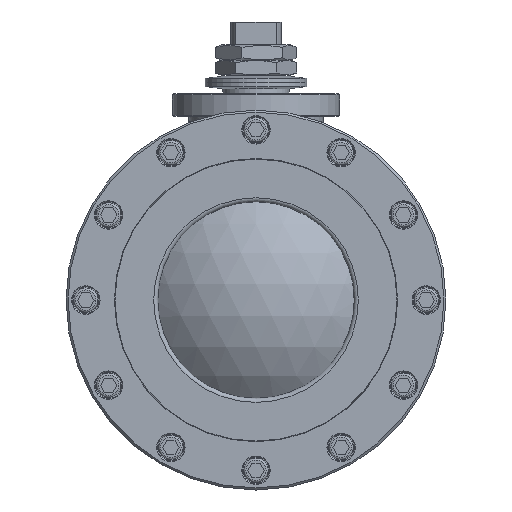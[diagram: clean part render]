
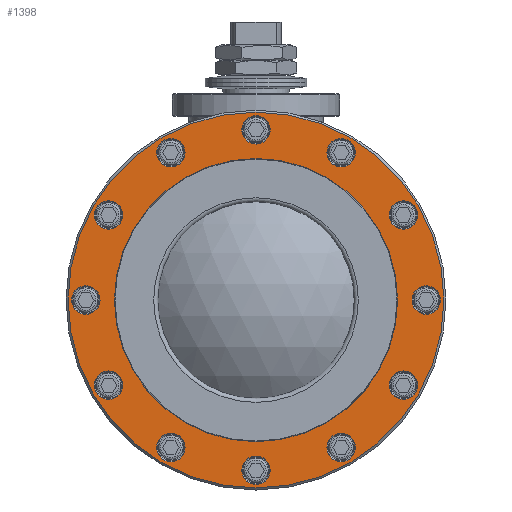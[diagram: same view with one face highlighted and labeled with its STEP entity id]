
A CAD part, front view. The second image highlights one B-rep face of the part: STEP entity #1398.
In plain terms, the highlighted planar face has unit normal (0, -1, 0).
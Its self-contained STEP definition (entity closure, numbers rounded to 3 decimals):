
#1398 = ADVANCED_FACE( '', ( #3577, #3578, #3579, #3580, #3581, #3582, #3583, #3584, #3585, #3586, #3587, #3588, #3589, #3590 ), #3591, .T. );
#3577 = FACE_OUTER_BOUND( '', #6864, .T. );
#3578 = FACE_BOUND( '', #6865, .T. );
#3579 = FACE_BOUND( '', #6866, .T. );
#3580 = FACE_BOUND( '', #6867, .T. );
#3581 = FACE_BOUND( '', #6868, .T. );
#3582 = FACE_BOUND( '', #6869, .T. );
#3583 = FACE_BOUND( '', #6870, .T. );
#3584 = FACE_BOUND( '', #6871, .T. );
#3585 = FACE_BOUND( '', #6872, .T. );
#3586 = FACE_BOUND( '', #6873, .T. );
#3587 = FACE_BOUND( '', #6874, .T. );
#3588 = FACE_BOUND( '', #6875, .T. );
#3589 = FACE_BOUND( '', #6876, .T. );
#3590 = FACE_BOUND( '', #6877, .T. );
#3591 = PLANE( '', #6878 );
#6864 = EDGE_LOOP( '', ( #11009 ) );
#6865 = EDGE_LOOP( '', ( #11010 ) );
#6866 = EDGE_LOOP( '', ( #11011 ) );
#6867 = EDGE_LOOP( '', ( #11012 ) );
#6868 = EDGE_LOOP( '', ( #11013 ) );
#6869 = EDGE_LOOP( '', ( #11014 ) );
#6870 = EDGE_LOOP( '', ( #11015 ) );
#6871 = EDGE_LOOP( '', ( #11016 ) );
#6872 = EDGE_LOOP( '', ( #11017 ) );
#6873 = EDGE_LOOP( '', ( #11018 ) );
#6874 = EDGE_LOOP( '', ( #11019 ) );
#6875 = EDGE_LOOP( '', ( #11020 ) );
#6876 = EDGE_LOOP( '', ( #11021 ) );
#6877 = EDGE_LOOP( '', ( #11022 ) );
#6878 = AXIS2_PLACEMENT_3D( '', #11023, #11024, #11025 );
#11009 = ORIENTED_EDGE( '', *, *, #16416, .T. );
#11010 = ORIENTED_EDGE( '', *, *, #16417, .T. );
#11011 = ORIENTED_EDGE( '', *, *, #15884, .T. );
#11012 = ORIENTED_EDGE( '', *, *, #15755, .T. );
#11013 = ORIENTED_EDGE( '', *, *, #16253, .T. );
#11014 = ORIENTED_EDGE( '', *, *, #16418, .T. );
#11015 = ORIENTED_EDGE( '', *, *, #16419, .T. );
#11016 = ORIENTED_EDGE( '', *, *, #16420, .T. );
#11017 = ORIENTED_EDGE( '', *, *, #16421, .T. );
#11018 = ORIENTED_EDGE( '', *, *, #16422, .T. );
#11019 = ORIENTED_EDGE( '', *, *, #15496, .T. );
#11020 = ORIENTED_EDGE( '', *, *, #16423, .T. );
#11021 = ORIENTED_EDGE( '', *, *, #15921, .T. );
#11022 = ORIENTED_EDGE( '', *, *, #16334, .T. );
#11023 = CARTESIAN_POINT( '', ( -148.85, -154.3, 0. ) );
#11024 = DIRECTION( '', ( 0., -1., 0. ) );
#11025 = DIRECTION( '', ( 0., 0., 1. ) );
#15496 = EDGE_CURVE( '', #17745, #17745, #17746, .F. );
#15755 = EDGE_CURVE( '', #18199, #18199, #18200, .F. );
#15884 = EDGE_CURVE( '', #18422, #18422, #18423, .F. );
#15921 = EDGE_CURVE( '', #18482, #18482, #18483, .F. );
#16253 = EDGE_CURVE( '', #19022, #19022, #19023, .F. );
#16334 = EDGE_CURVE( '', #19150, #19150, #19151, .F. );
#16416 = EDGE_CURVE( '', #19286, #19286, #19287, .T. );
#16417 = EDGE_CURVE( '', #19288, #19288, #19289, .F. );
#16418 = EDGE_CURVE( '', #19290, #19290, #19291, .F. );
#16419 = EDGE_CURVE( '', #19292, #19292, #19293, .F. );
#16420 = EDGE_CURVE( '', #19294, #19294, #19295, .F. );
#16421 = EDGE_CURVE( '', #19296, #19296, #19297, .F. );
#16422 = EDGE_CURVE( '', #19298, #19298, #19299, .F. );
#16423 = EDGE_CURVE( '', #19300, #19300, #19301, .F. );
#17745 = VERTEX_POINT( '', #21084 );
#17746 = CIRCLE( '', #21085, 14. );
#18199 = VERTEX_POINT( '', #21952 );
#18200 = CIRCLE( '', #21953, 14. );
#18422 = VERTEX_POINT( '', #22237 );
#18423 = CIRCLE( '', #22238, 14. );
#18482 = VERTEX_POINT( '', #22309 );
#18483 = CIRCLE( '', #22310, 14. );
#19022 = VERTEX_POINT( '', #23045 );
#19023 = CIRCLE( '', #23046, 14. );
#19150 = VERTEX_POINT( '', #23193 );
#19151 = CIRCLE( '', #23194, 139.776 );
#19286 = VERTEX_POINT( '', #23427 );
#19287 = CIRCLE( '', #23428, 185.5 );
#19288 = VERTEX_POINT( '', #23429 );
#19289 = CIRCLE( '', #23430, 14. );
#19290 = VERTEX_POINT( '', #23431 );
#19291 = CIRCLE( '', #23432, 14. );
#19292 = VERTEX_POINT( '', #23433 );
#19293 = CIRCLE( '', #23434, 14. );
#19294 = VERTEX_POINT( '', #23435 );
#19295 = CIRCLE( '', #23436, 14. );
#19296 = VERTEX_POINT( '', #23437 );
#19297 = CIRCLE( '', #23438, 14. );
#19298 = VERTEX_POINT( '', #23439 );
#19299 = CIRCLE( '', #23440, 14. );
#19300 = VERTEX_POINT( '', #23441 );
#19301 = CIRCLE( '', #23442, 14. );
#21084 = CARTESIAN_POINT( '', ( -145.492, -154.3, -98. ) );
#21085 = AXIS2_PLACEMENT_3D( '', #26045, #26046, #26047 );
#21952 = CARTESIAN_POINT( '', ( 84., -154.3, 131.492 ) );
#21953 = AXIS2_PLACEMENT_3D( '', #26410, #26411, #26412 );
#22237 = CARTESIAN_POINT( '', ( 0., -154.3, 154. ) );
#22238 = AXIS2_PLACEMENT_3D( '', #26583, #26584, #26585 );
#22309 = CARTESIAN_POINT( '', ( -145.492, -154.3, 70. ) );
#22310 = AXIS2_PLACEMENT_3D( '', #26634, #26635, #26636 );
#23045 = CARTESIAN_POINT( '', ( 145.492, -154.3, 70. ) );
#23046 = AXIS2_PLACEMENT_3D( '', #27103, #27104, #27105 );
#23193 = CARTESIAN_POINT( '', ( 0., -154.3, -139.776 ) );
#23194 = AXIS2_PLACEMENT_3D( '', #27222, #27223, #27224 );
#23427 = CARTESIAN_POINT( '', ( 0., -154.3, -185.5 ) );
#23428 = AXIS2_PLACEMENT_3D( '', #27333, #27334, #27335 );
#23429 = CARTESIAN_POINT( '', ( -84., -154.3, 131.492 ) );
#23430 = AXIS2_PLACEMENT_3D( '', #27336, #27337, #27338 );
#23431 = CARTESIAN_POINT( '', ( 168., -154.3, -14. ) );
#23432 = AXIS2_PLACEMENT_3D( '', #27339, #27340, #27341 );
#23433 = CARTESIAN_POINT( '', ( 145.492, -154.3, -98. ) );
#23434 = AXIS2_PLACEMENT_3D( '', #27342, #27343, #27344 );
#23435 = CARTESIAN_POINT( '', ( 84., -154.3, -159.492 ) );
#23436 = AXIS2_PLACEMENT_3D( '', #27345, #27346, #27347 );
#23437 = CARTESIAN_POINT( '', ( 0., -154.3, -182. ) );
#23438 = AXIS2_PLACEMENT_3D( '', #27348, #27349, #27350 );
#23439 = CARTESIAN_POINT( '', ( -84., -154.3, -159.492 ) );
#23440 = AXIS2_PLACEMENT_3D( '', #27351, #27352, #27353 );
#23441 = CARTESIAN_POINT( '', ( -168., -154.3, -14. ) );
#23442 = AXIS2_PLACEMENT_3D( '', #27354, #27355, #27356 );
#26045 = CARTESIAN_POINT( '', ( -145.492, -154.3, -84. ) );
#26046 = DIRECTION( '', ( 0., -1., 0. ) );
#26047 = DIRECTION( '', ( 0., 0., -1. ) );
#26410 = CARTESIAN_POINT( '', ( 84., -154.3, 145.492 ) );
#26411 = DIRECTION( '', ( 0., -1., 0. ) );
#26412 = DIRECTION( '', ( 0., 0., -1. ) );
#26583 = CARTESIAN_POINT( '', ( 0., -154.3, 168. ) );
#26584 = DIRECTION( '', ( 0., -1., 0. ) );
#26585 = DIRECTION( '', ( 0., 0., -1. ) );
#26634 = CARTESIAN_POINT( '', ( -145.492, -154.3, 84. ) );
#26635 = DIRECTION( '', ( 0., -1., 0. ) );
#26636 = DIRECTION( '', ( 0., 0., -1. ) );
#27103 = CARTESIAN_POINT( '', ( 145.492, -154.3, 84. ) );
#27104 = DIRECTION( '', ( 0., -1., 0. ) );
#27105 = DIRECTION( '', ( 0., 0., -1. ) );
#27222 = CARTESIAN_POINT( '', ( 0., -154.3, 0. ) );
#27223 = DIRECTION( '', ( 0., -1., 0. ) );
#27224 = DIRECTION( '', ( 0., 0., -1. ) );
#27333 = CARTESIAN_POINT( '', ( 0., -154.3, 0. ) );
#27334 = DIRECTION( '', ( 0., -1., 0. ) );
#27335 = DIRECTION( '', ( 0., 0., -1. ) );
#27336 = CARTESIAN_POINT( '', ( -84., -154.3, 145.492 ) );
#27337 = DIRECTION( '', ( 0., -1., 0. ) );
#27338 = DIRECTION( '', ( 0., 0., -1. ) );
#27339 = CARTESIAN_POINT( '', ( 168., -154.3, 0. ) );
#27340 = DIRECTION( '', ( 0., -1., 0. ) );
#27341 = DIRECTION( '', ( 0., 0., -1. ) );
#27342 = CARTESIAN_POINT( '', ( 145.492, -154.3, -84. ) );
#27343 = DIRECTION( '', ( 0., -1., 0. ) );
#27344 = DIRECTION( '', ( 0., 0., -1. ) );
#27345 = CARTESIAN_POINT( '', ( 84., -154.3, -145.492 ) );
#27346 = DIRECTION( '', ( 0., -1., 0. ) );
#27347 = DIRECTION( '', ( 0., 0., -1. ) );
#27348 = CARTESIAN_POINT( '', ( 0., -154.3, -168. ) );
#27349 = DIRECTION( '', ( 0., -1., 0. ) );
#27350 = DIRECTION( '', ( 0., 0., -1. ) );
#27351 = CARTESIAN_POINT( '', ( -84., -154.3, -145.492 ) );
#27352 = DIRECTION( '', ( 0., -1., 0. ) );
#27353 = DIRECTION( '', ( 0., 0., -1. ) );
#27354 = CARTESIAN_POINT( '', ( -168., -154.3, 0. ) );
#27355 = DIRECTION( '', ( 0., -1., 0. ) );
#27356 = DIRECTION( '', ( 0., 0., -1. ) );
